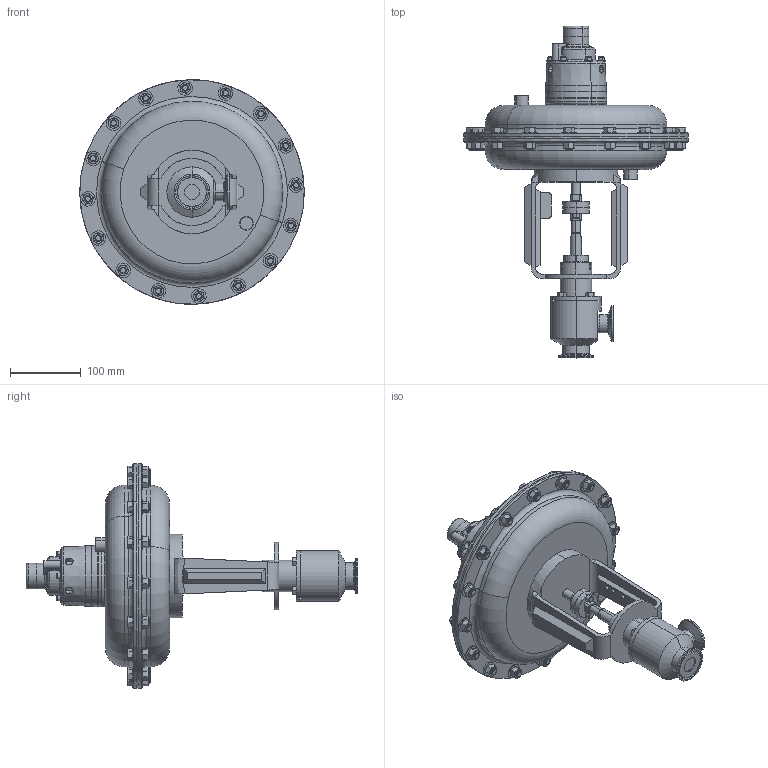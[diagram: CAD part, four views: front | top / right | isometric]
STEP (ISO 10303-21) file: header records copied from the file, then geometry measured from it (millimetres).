
FILE_DESCRIPTION (( 'STEP AP203' ), '1' );
FILE_NAME ('978ETP-100-JD-55M.STEP', '2017-06-12T19:37:15', ( '' ), ( '' ), 'SwSTEP 2.0', 'SolidWorks 2014', '' );
FILE_SCHEMA (( 'CONFIG_CONTROL_DESIGN' ));
Products named in the file (2): 978ETP-100-JD-55M
Bounding box: 317.49 x 469.33 x 317.42 mm (x, y, z)
Volume: 6065433.7 mm3; surface area: 375054.8 mm2
Topology: 1 solids, 1 shells, 1307 faces, 3001 edges, 1808 vertices
Faces by surface type: plane 548, cone 431, cylinder 265, torus 52, bspline 11
Entity records: 40100 total; most frequent: CARTESIAN_POINT 11080, DIRECTION 6032, ORIENTED_EDGE 5978, EDGE_CURVE 2989, AXIS2_PLACEMENT_3D 2470, VERTEX_POINT 1808, EDGE_LOOP 1461, ADVANCED_FACE 1307
